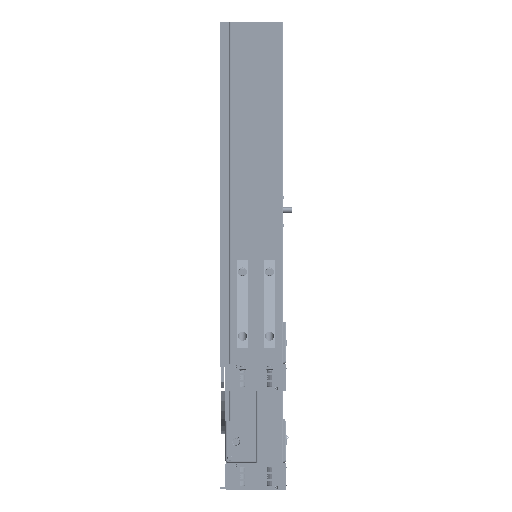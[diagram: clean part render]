
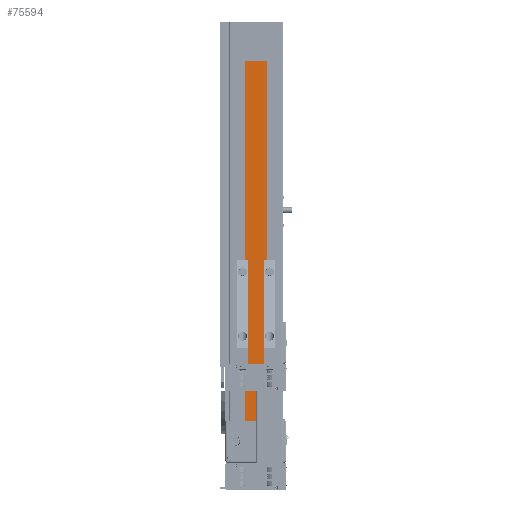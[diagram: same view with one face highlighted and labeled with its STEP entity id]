
A CAD part, left-side view. The second image highlights one B-rep face of the part: STEP entity #75594.
In plain terms, the highlighted planar face has unit normal (-1, 0, 0).
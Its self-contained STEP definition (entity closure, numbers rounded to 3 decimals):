
#8115=FACE_OUTER_BOUND('',#12302,.T.);
#12302=EDGE_LOOP('',(#52658,#52659,#52660,#52661));
#17590=LINE('',#115825,#24637);
#17689=LINE('',#116100,#24736);
#17690=LINE('',#116103,#24737);
#17691=LINE('',#116104,#24738);
#24637=VECTOR('',#92976,10.);
#24736=VECTOR('',#93225,10.);
#24737=VECTOR('',#93228,10.);
#24738=VECTOR('',#93229,10.);
#31671=VERTEX_POINT('',#115822);
#31672=VERTEX_POINT('',#115824);
#31773=VERTEX_POINT('',#116098);
#31774=VERTEX_POINT('',#116102);
#39654=EDGE_CURVE('',#31672,#31671,#17590,.T.);
#39792=EDGE_CURVE('',#31671,#31773,#17689,.T.);
#39793=EDGE_CURVE('',#31773,#31774,#17690,.T.);
#39794=EDGE_CURVE('',#31672,#31774,#17691,.T.);
#52658=ORIENTED_EDGE('',*,*,#39793,.T.);
#52659=ORIENTED_EDGE('',*,*,#39794,.F.);
#52660=ORIENTED_EDGE('',*,*,#39654,.T.);
#52661=ORIENTED_EDGE('',*,*,#39792,.T.);
#71549=PLANE('',#82732);
#75594=ADVANCED_FACE('',(#8115),#71549,.T.);
#82732=AXIS2_PLACEMENT_3D('',#116101,#93226,#93227);
#92976=DIRECTION('',(0.,-1.,0.));
#93225=DIRECTION('',(0.,0.,1.));
#93226=DIRECTION('center_axis',(-1.,0.,0.));
#93227=DIRECTION('ref_axis',(0.,0.,1.));
#93228=DIRECTION('',(0.,1.,0.));
#93229=DIRECTION('',(0.,0.,1.));
#115822=CARTESIAN_POINT('',(-22.5,-18.1,-300.));
#115824=CARTESIAN_POINT('',(-22.5,18.1,-300.));
#115825=CARTESIAN_POINT('',(-22.5,18.1,-300.));
#116098=CARTESIAN_POINT('',(-22.5,-18.1,300.));
#116100=CARTESIAN_POINT('',(-22.5,-18.1,0.));
#116101=CARTESIAN_POINT('Origin',(-22.5,-18.1,0.));
#116102=CARTESIAN_POINT('',(-22.5,18.1,300.));
#116103=CARTESIAN_POINT('',(-22.5,18.1,300.));
#116104=CARTESIAN_POINT('',(-22.5,18.1,0.));
